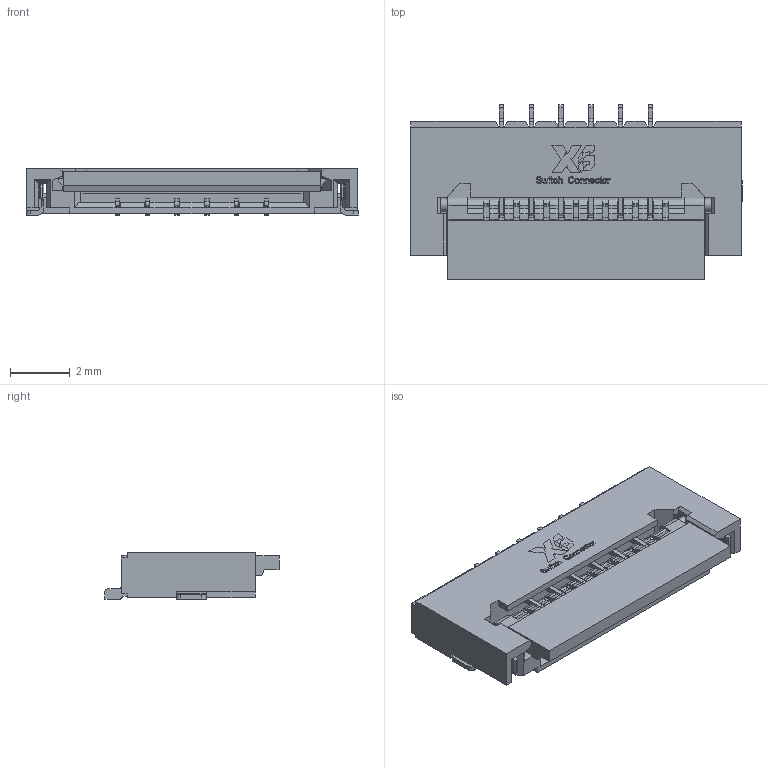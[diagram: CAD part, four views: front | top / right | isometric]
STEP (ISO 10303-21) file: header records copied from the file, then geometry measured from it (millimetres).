
FILE_DESCRIPTION(('STEP AP242'),'1');
FILE_NAME('xb-fpc-cf-5006d0rf-10-nh.stp','2025-01-29T23:14:51',('TraceParts'),('TraceParts S.A.'),'Spatial InterOp 3D',' ',' ');
FILE_SCHEMA(('AP242_MANAGED_MODEL_BASED_3D_ENGINEERING_MIM_LF {1 0 10303 442 1 1 4}'));
Length unit declared in the file: millimetre
Products named in the file (1): xb-fpc-cf-5006d0rf-10-nh_1
Bounding box: 11.15 x 5.85 x 1.55 mm (x, y, z)
Volume: 60.6 mm3; surface area: 317.3 mm2
Topology: 46 solids, 46 shells, 1518 faces, 4105 edges, 2708 vertices
Faces by surface type: bspline 778, plane 740
Entity records: 52000 total; most frequent: CARTESIAN_POINT 24262, ORIENTED_EDGE 8210, EDGE_CURVE 4105, B_SPLINE_CURVE_WITH_KNOTS 3699, VERTEX_POINT 2708, EDGE_LOOP 1605, DIRECTION 1572, ADVANCED_FACE 1518
